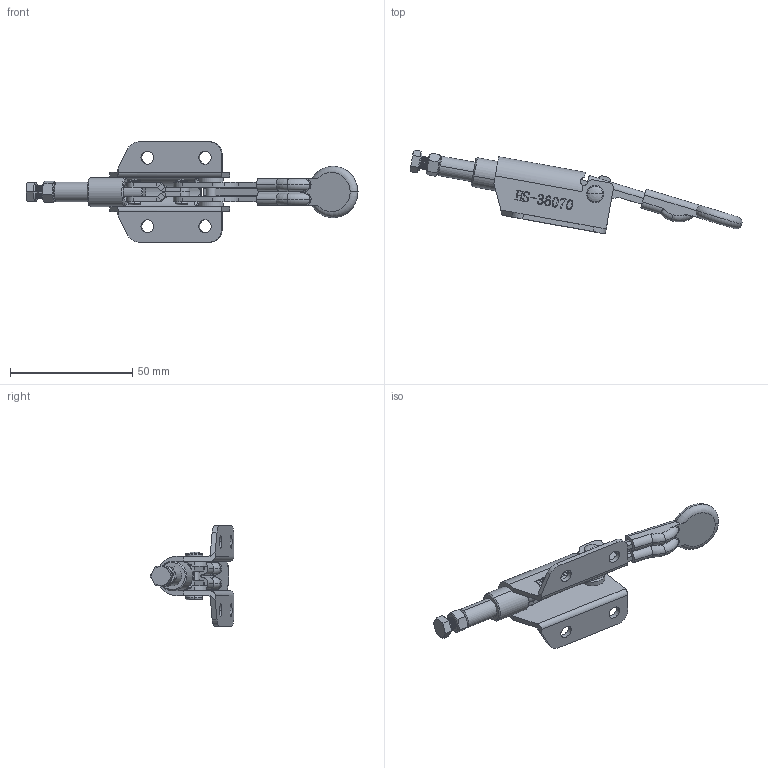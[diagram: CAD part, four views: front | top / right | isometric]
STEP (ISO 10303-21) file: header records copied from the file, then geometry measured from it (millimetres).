
FILE_DESCRIPTION (( 'STEP AP203' ), '1' );
FILE_NAME ('HS-36070 .STEP', '2019-08-12T00:31:21', ( '微软用户' ), ( '微软中国' ), 'SwSTEP 2.0', 'SolidWorks 2012', '' );
FILE_SCHEMA (( 'CONFIG_CONTROL_DESIGN' ));
Length unit declared in the file: millimetre
Products named in the file (12): 酗种; す菜; 菁釱1; 粣杶; 挴杶; 忒梟; 忒參; 蟀裝; HS-36070 ; hex nuts, style 1-grades ab gb_GB_FASTENER_NUT_SNAB1 M5-N; hexagon head bolts-full thread gb_GB_FASTENER_BOLT_STBAB A M5X16-S; 傻种
Assembly tree (14 placements, depth 2):
  HS-36070 
    蟀裝  x2
    忒參
    忒梟
    挴杶
    粣杶
    菁釱1
    す菜  x2
    酗种
    傻种  x2
    hexagon head bolts-full thread gb_GB_FASTENER_BOLT_STBAB A M5X16-S
    hex nuts, style 1-grades ab gb_GB_FASTENER_NUT_SNAB1 M5-N
Bounding box: 135.76 x 34.27 x 41 mm (x, y, z)
Volume: 15021.1 mm3; surface area: 15856.7 mm2
Topology: 14 solids, 14 shells, 846 faces, 2069 edges, 1281 vertices
Faces by surface type: plane 315, cylinder 187, cone 152, bspline 150, torus 42
Entity records: 32712 total; most frequent: CARTESIAN_POINT 13339, ORIENTED_EDGE 3910, DIRECTION 3413, EDGE_CURVE 1955, VERTEX_POINT 1218, AXIS2_PLACEMENT_3D 1155, LINE 1103, VECTOR 1103
